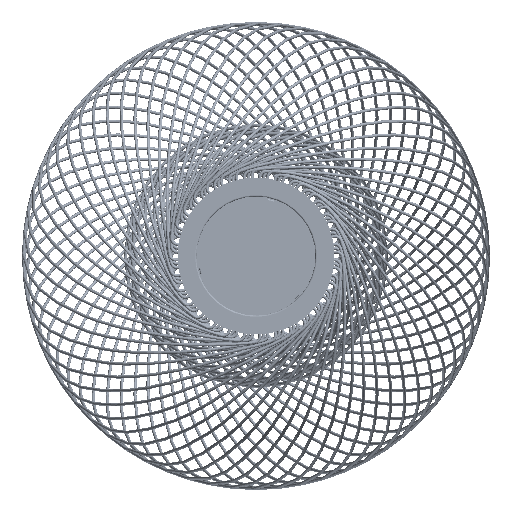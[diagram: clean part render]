
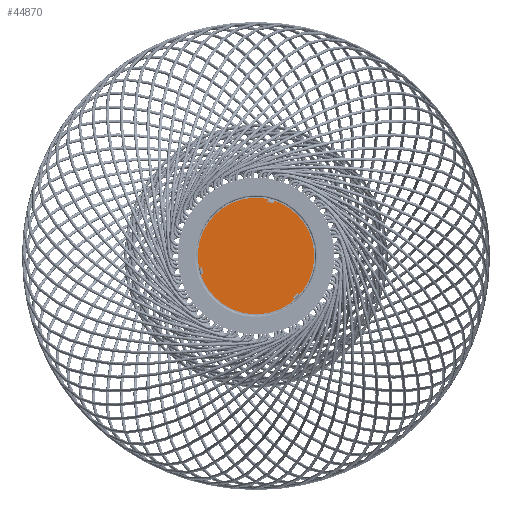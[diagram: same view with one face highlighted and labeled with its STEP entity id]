
A CAD part, front view. The second image highlights one B-rep face of the part: STEP entity #44870.
In plain terms, the highlighted planar face has unit normal (0, -1, 0).
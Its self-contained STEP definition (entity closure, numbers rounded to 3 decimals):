
#5762 = AXIS2_PLACEMENT_3D ( 'NONE', #9675, #9682, #9683 ) ;
#5765 = AXIS2_PLACEMENT_3D ( 'NONE', #9692, #9695, #9696 ) ;
#8662 = CIRCLE ( 'NONE', #5762, 75. ) ;
#8670 = CIRCLE ( 'NONE', #5765, 75. ) ;
#9675 = CARTESIAN_POINT ( 'NONE',  ( 0., 0., 0. ) ) ;
#9682 = DIRECTION ( 'NONE',  ( 0., 1., 0. ) ) ;
#9683 = DIRECTION ( 'NONE',  ( 0., 0., 1. ) ) ;
#9692 = CARTESIAN_POINT ( 'NONE',  ( 0., 0., 0. ) ) ;
#9695 = DIRECTION ( 'NONE',  ( 0., 1., 0. ) ) ;
#9696 = DIRECTION ( 'NONE',  ( 0., 0., 1. ) ) ;
#11653 = EDGE_CURVE ( 'NONE', #49778, #49779, #8662, .T. ) ;
#11661 = EDGE_CURVE ( 'NONE', #49779, #49778, #8670, .T. ) ;
#13165 = ORIENTED_EDGE ( 'NONE', *, *, #11661, .F. ) ;
#13167 = ORIENTED_EDGE ( 'NONE', *, *, #11653, .F. ) ;
#16715 = EDGE_LOOP ( 'NONE', ( #13165, #13167 ) ) ;
#26420 = AXIS2_PLACEMENT_3D ( 'NONE', #31033, #31044, #31045 ) ;
#29330 = FACE_OUTER_BOUND ( 'NONE', #16715, .T. ) ;
#31029 = PLANE ( 'NONE',  #26420 ) ;
#31033 = CARTESIAN_POINT ( 'NONE',  ( 0., 0., 0. ) ) ;
#31044 = DIRECTION ( 'NONE',  ( 0., 1., 0. ) ) ;
#31045 = DIRECTION ( 'NONE',  ( 0., 0., 1. ) ) ;
#40553 = CARTESIAN_POINT ( 'NONE',  ( 0., 0., 75. ) ) ;
#40555 = CARTESIAN_POINT ( 'NONE',  ( 0., 0., -75. ) ) ;
#44870 = ADVANCED_FACE ( 'NONE', ( #29330 ), #31029, .F. ) ;
#49778 = VERTEX_POINT ( 'NONE', #40553 ) ;
#49779 = VERTEX_POINT ( 'NONE', #40555 ) ;
